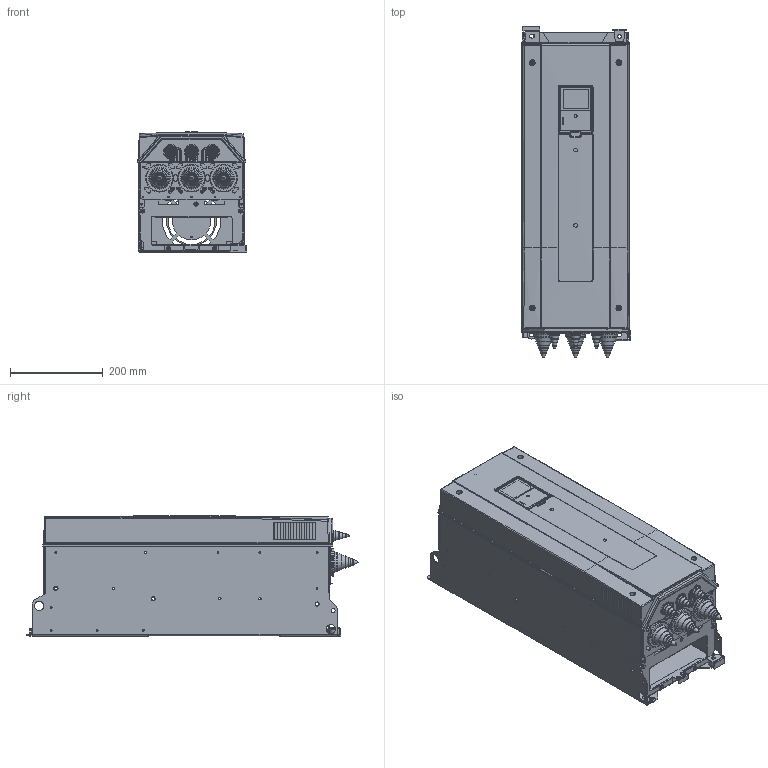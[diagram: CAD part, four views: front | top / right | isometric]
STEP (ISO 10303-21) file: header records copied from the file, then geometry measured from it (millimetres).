
FILE_DESCRIPTION(/* description */ (''),/* implementation_level */ '2;1');
FILE_NAME(/* name */ '70CTC1104582.stp',/* time_stamp */ '2021-01-28T12:33:51+05:00',/* author */ (''),/* organization */ (''),/* preprocessor_version */ 'ST-DEVELOPER v16.7',/* originating_system */ 'SIEMENS PLM Software NX 1892',/* authorisation */ '');
FILE_SCHEMA (('AUTOMOTIVE_DESIGN { 1 0 10303 214 3 1 1 1 }'));
Products named in the file (1): U38234EC513Bmkjt
Bounding box: 236 x 716.94 x 259.22 mm (x, y, z)
Volume: 1787531.4 mm3; surface area: 1826233.8 mm2
Topology: 39 solids, 40 shells, 4362 faces, 11285 edges, 6955 vertices
Faces by surface type: plane 2069, cylinder 1125, bspline 652, cone 298, torus 121, sphere 74, extrusion 23
Full cylindrical faces by diameter (mm): 1.4 x2, 1.55 x2, 2 x4, 2.4 x1, 3 x18, 3.2 x3, 3.6 x4, 3.65 x20, 4.2 x30, 4.5 x12, 5 x7, 5.15 x20, 5.2 x4, 6.4 x4, 6.5 x6, 8 x5, 8.4 x2, 8.5 x2, 12.5 x1, 12.9 x1, 20 x8, 20.2 x3, 22 x2, 25.2 x3, 30.2 x3, 31.2 x3, 42 x3, 50.2 x3, 50.3 x3, 58 x3
Entity records: 148363 total; most frequent: CARTESIAN_POINT 47477, ORIENTED_EDGE 21172, DIRECTION 18986, EDGE_CURVE 10595, VERTEX_POINT 6847, VECTOR 6346, LINE 6323, AXIS2_PLACEMENT_3D 6320
